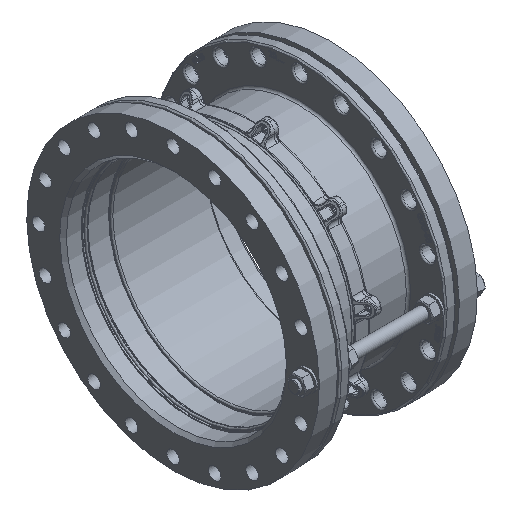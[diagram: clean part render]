
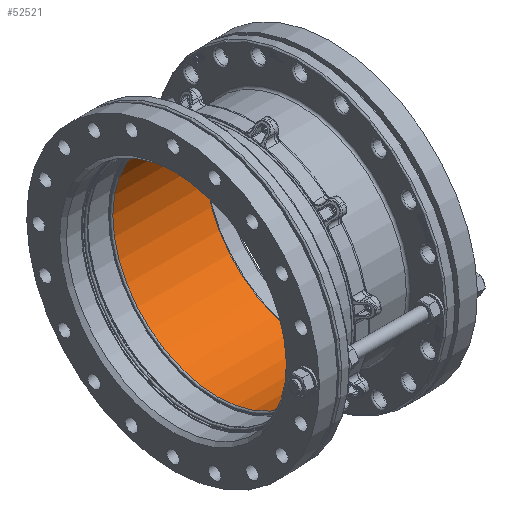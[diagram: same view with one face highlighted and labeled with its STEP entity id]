
A CAD part, isometric view. The second image highlights one B-rep face of the part: STEP entity #52521.
In plain terms, the highlighted cylindrical face has radius 220.6 mm (diameter 441.2 mm), a full revolution.
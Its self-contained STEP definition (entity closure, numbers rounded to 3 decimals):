
#148=CYLINDRICAL_SURFACE('',#55506,220.6);
#4201=FACE_BOUND('',#9818,.T.);
#4865=CIRCLE('',#55505,220.6);
#4866=CIRCLE('',#55507,220.6);
#6726=FACE_OUTER_BOUND('',#9817,.T.);
#9817=EDGE_LOOP('',(#38637));
#9818=EDGE_LOOP('',(#38638));
#24012=VERTEX_POINT('',#76177);
#24013=VERTEX_POINT('',#76180);
#29500=EDGE_CURVE('',#24012,#24012,#4865,.T.);
#29501=EDGE_CURVE('',#24013,#24013,#4866,.T.);
#38637=ORIENTED_EDGE('',*,*,#29501,.T.);
#38638=ORIENTED_EDGE('',*,*,#29500,.F.);
#52521=ADVANCED_FACE('',(#6726,#4201),#148,.F.);
#55505=AXIS2_PLACEMENT_3D('',#76178,#59999,#60000);
#55506=AXIS2_PLACEMENT_3D('',#76179,#60001,#60002);
#55507=AXIS2_PLACEMENT_3D('',#76181,#60003,#60004);
#59999=DIRECTION('center_axis',(1.,0.,0.));
#60000=DIRECTION('ref_axis',(0.,-1.,0.));
#60001=DIRECTION('center_axis',(1.,0.,0.));
#60002=DIRECTION('ref_axis',(0.,1.,0.));
#60003=DIRECTION('center_axis',(1.,0.,0.));
#60004=DIRECTION('ref_axis',(0.,1.,0.));
#76177=CARTESIAN_POINT('',(-197.,220.6,0.));
#76178=CARTESIAN_POINT('Origin',(-197.,0.,0.));
#76179=CARTESIAN_POINT('Origin',(-101.5,0.,0.));
#76180=CARTESIAN_POINT('',(-3.,220.6,0.));
#76181=CARTESIAN_POINT('Origin',(-3.,0.,
0.));
